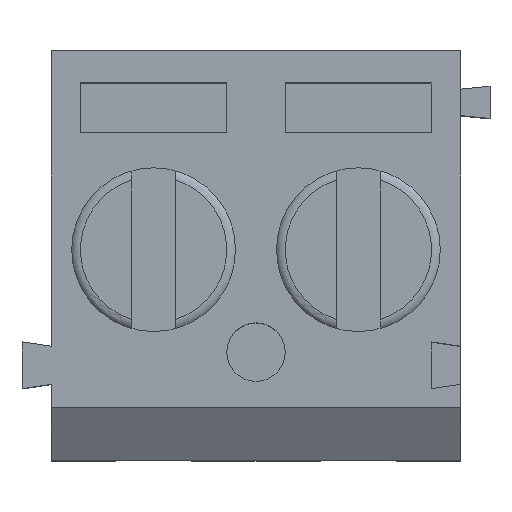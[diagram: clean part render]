
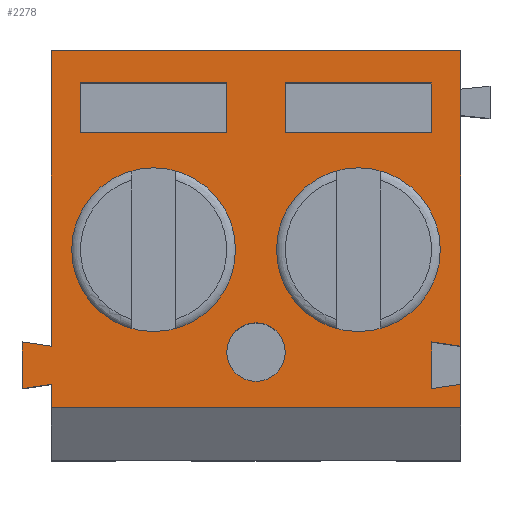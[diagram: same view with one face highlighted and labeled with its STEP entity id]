
A CAD part, top view. The second image highlights one B-rep face of the part: STEP entity #2278.
In plain terms, the highlighted planar face has unit normal (0, 0, 1).
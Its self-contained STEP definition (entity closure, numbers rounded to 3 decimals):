
#96=CIRCLE('',#2625,1.4);
#97=CIRCLE('',#2626,0.5);
#98=CIRCLE('',#2627,1.4);
#206=ORIENTED_EDGE('',*,*,#846,.T.);
#207=ORIENTED_EDGE('',*,*,#847,.T.);
#208=ORIENTED_EDGE('',*,*,#848,.T.);
#209=ORIENTED_EDGE('',*,*,#849,.T.);
#210=ORIENTED_EDGE('',*,*,#850,.T.);
#211=ORIENTED_EDGE('',*,*,#851,.T.);
#212=ORIENTED_EDGE('',*,*,#852,.T.);
#213=ORIENTED_EDGE('',*,*,#853,.T.);
#214=ORIENTED_EDGE('',*,*,#854,.T.);
#215=ORIENTED_EDGE('',*,*,#855,.T.);
#216=ORIENTED_EDGE('',*,*,#856,.T.);
#217=ORIENTED_EDGE('',*,*,#857,.T.);
#218=ORIENTED_EDGE('',*,*,#858,.T.);
#219=ORIENTED_EDGE('',*,*,#837,.T.);
#220=ORIENTED_EDGE('',*,*,#859,.T.);
#221=ORIENTED_EDGE('',*,*,#833,.F.);
#222=ORIENTED_EDGE('',*,*,#860,.F.);
#223=ORIENTED_EDGE('',*,*,#861,.F.);
#224=ORIENTED_EDGE('',*,*,#862,.F.);
#225=ORIENTED_EDGE('',*,*,#829,.F.);
#226=ORIENTED_EDGE('',*,*,#863,.T.);
#227=ORIENTED_EDGE('',*,*,#841,.T.);
#228=ORIENTED_EDGE('',*,*,#864,.T.);
#829=EDGE_CURVE('',#1149,#1150,#1368,.T.);
#833=EDGE_CURVE('',#1153,#1154,#1372,.T.);
#837=EDGE_CURVE('',#1157,#1156,#1376,.T.);
#841=EDGE_CURVE('',#1161,#1160,#1380,.T.);
#846=EDGE_CURVE('',#1164,#1165,#1385,.T.);
#847=EDGE_CURVE('',#1165,#1166,#1386,.T.);
#848=EDGE_CURVE('',#1166,#1167,#1387,.T.);
#849=EDGE_CURVE('',#1167,#1164,#1388,.T.);
#850=EDGE_CURVE('',#1168,#1168,#96,.T.);
#851=EDGE_CURVE('',#1169,#1169,#97,.T.);
#852=EDGE_CURVE('',#1170,#1170,#98,.T.);
#853=EDGE_CURVE('',#1171,#1172,#1389,.T.);
#854=EDGE_CURVE('',#1172,#1173,#1390,.T.);
#855=EDGE_CURVE('',#1173,#1174,#1391,.T.);
#856=EDGE_CURVE('',#1174,#1171,#1392,.T.);
#857=EDGE_CURVE('',#1175,#1176,#1393,.T.);
#858=EDGE_CURVE('',#1176,#1157,#1394,.T.);
#859=EDGE_CURVE('',#1156,#1154,#1395,.T.);
#860=EDGE_CURVE('',#1177,#1153,#1396,.T.);
#861=EDGE_CURVE('',#1178,#1177,#1397,.T.);
#862=EDGE_CURVE('',#1150,#1178,#1398,.T.);
#863=EDGE_CURVE('',#1149,#1161,#1399,.T.);
#864=EDGE_CURVE('',#1160,#1175,#1400,.T.);
#1149=VERTEX_POINT('',#3541);
#1150=VERTEX_POINT('',#3543);
#1153=VERTEX_POINT('',#3549);
#1154=VERTEX_POINT('',#3551);
#1156=VERTEX_POINT('',#3557);
#1157=VERTEX_POINT('',#3559);
#1160=VERTEX_POINT('',#3565);
#1161=VERTEX_POINT('',#3567);
#1164=VERTEX_POINT('',#3576);
#1165=VERTEX_POINT('',#3577);
#1166=VERTEX_POINT('',#3579);
#1167=VERTEX_POINT('',#3581);
#1168=VERTEX_POINT('',#3584);
#1169=VERTEX_POINT('',#3586);
#1170=VERTEX_POINT('',#3588);
#1171=VERTEX_POINT('',#3590);
#1172=VERTEX_POINT('',#3591);
#1173=VERTEX_POINT('',#3593);
#1174=VERTEX_POINT('',#3595);
#1175=VERTEX_POINT('',#3598);
#1176=VERTEX_POINT('',#3599);
#1177=VERTEX_POINT('',#3603);
#1178=VERTEX_POINT('',#3605);
#1368=LINE('',#3542,#1619);
#1372=LINE('',#3550,#1623);
#1376=LINE('',#3558,#1627);
#1380=LINE('',#3566,#1631);
#1385=LINE('',#3575,#1636);
#1386=LINE('',#3578,#1637);
#1387=LINE('',#3580,#1638);
#1388=LINE('',#3582,#1639);
#1389=LINE('',#3589,#1640);
#1390=LINE('',#3592,#1641);
#1391=LINE('',#3594,#1642);
#1392=LINE('',#3596,#1643);
#1393=LINE('',#3597,#1644);
#1394=LINE('',#3600,#1645);
#1395=LINE('',#3601,#1646);
#1396=LINE('',#3602,#1647);
#1397=LINE('',#3604,#1648);
#1398=LINE('',#3606,#1649);
#1399=LINE('',#3607,#1650);
#1400=LINE('',#3608,#1651);
#1619=VECTOR('',#2858,1000.);
#1623=VECTOR('',#2862,1000.);
#1627=VECTOR('',#2868,1000.);
#1631=VECTOR('',#2872,1000.);
#1636=VECTOR('',#2879,1000.);
#1637=VECTOR('',#2880,1000.);
#1638=VECTOR('',#2881,1000.);
#1639=VECTOR('',#2882,1000.);
#1640=VECTOR('',#2889,1000.);
#1641=VECTOR('',#2890,1000.);
#1642=VECTOR('',#2891,1000.);
#1643=VECTOR('',#2892,1000.);
#1644=VECTOR('',#2893,1000.);
#1645=VECTOR('',#2894,1000.);
#1646=VECTOR('',#2895,1000.);
#1647=VECTOR('',#2896,1000.);
#1648=VECTOR('',#2897,1000.);
#1649=VECTOR('',#2898,1000.);
#1650=VECTOR('',#2899,1000.);
#1651=VECTOR('',#2900,1000.);
#1850=EDGE_LOOP('',(#206,#207,#208,#209));
#1851=EDGE_LOOP('',(#210));
#1852=EDGE_LOOP('',(#211));
#1853=EDGE_LOOP('',(#212));
#1854=EDGE_LOOP('',(#213,#214,#215,#216));
#1855=EDGE_LOOP('',(#217,#218,#219,#220,#221,#222,#223,#224,#225,#226,#227,
#228));
#2015=FACE_BOUND('',#1850,.T.);
#2016=FACE_BOUND('',#1851,.T.);
#2017=FACE_BOUND('',#1852,.T.);
#2018=FACE_BOUND('',#1853,.T.);
#2019=FACE_BOUND('',#1854,.T.);
#2020=FACE_BOUND('',#1855,.T.);
#2180=PLANE('',#2624);
#2278=ADVANCED_FACE('',(#2015,#2016,#2017,#2018,#2019,#2020),#2180,.T.);
#2624=AXIS2_PLACEMENT_3D('',#3574,#2877,#2878);
#2625=AXIS2_PLACEMENT_3D('',#3583,#2883,#2884);
#2626=AXIS2_PLACEMENT_3D('',#3585,#2885,#2886);
#2627=AXIS2_PLACEMENT_3D('',#3587,#2887,#2888);
#2858=DIRECTION('',(0.,1.,0.));
#2862=DIRECTION('',(0.,1.,0.));
#2868=DIRECTION('',(0.,1.,0.));
#2872=DIRECTION('',(0.,1.,0.));
#2877=DIRECTION('',(0.,0.,1.));
#2878=DIRECTION('',(0.,-1.,0.));
#2879=DIRECTION('',(1.,0.,0.));
#2880=DIRECTION('',(0.,-1.,0.));
#2881=DIRECTION('',(-1.,0.,0.));
#2882=DIRECTION('',(0.,1.,0.));
#2883=DIRECTION('',(0.,0.,-1.));
#2884=DIRECTION('',(1.,0.,0.));
#2885=DIRECTION('',(0.,0.,-1.));
#2886=DIRECTION('',(-1.,0.,0.));
#2887=DIRECTION('',(0.,0.,-1.));
#2888=DIRECTION('',(1.,0.,0.));
#2889=DIRECTION('',(1.,0.,0.));
#2890=DIRECTION('',(0.,-1.,0.));
#2891=DIRECTION('',(-1.,0.,0.));
#2892=DIRECTION('',(0.,1.,0.));
#2893=DIRECTION('',(0.,1.,0.));
#2894=DIRECTION('',(0.989,-0.148,0.));
#2895=DIRECTION('',(-1.,0.,0.));
#2896=DIRECTION('',(0.989,-0.148,0.));
#2897=DIRECTION('',(0.,1.,0.));
#2898=DIRECTION('',(-0.989,-0.148,0.));
#2899=DIRECTION('',(1.,0.,0.));
#2900=DIRECTION('',(-0.989,-0.148,0.));
#3541=CARTESIAN_POINT('',(-3.5,-2.6,4.2));
#3542=CARTESIAN_POINT('',(-3.5,-3.5,4.2));
#3543=CARTESIAN_POINT('',(-3.5,-2.2,4.2));
#3549=CARTESIAN_POINT('',(-3.5,-1.55,4.2));
#3550=CARTESIAN_POINT('',(-3.5,-3.5,4.2));
#3551=CARTESIAN_POINT('',(-3.5,3.5,4.2));
#3557=CARTESIAN_POINT('',(3.5,3.5,4.2));
#3558=CARTESIAN_POINT('',(3.5,-3.5,4.2));
#3559=CARTESIAN_POINT('',(3.5,-1.55,4.2));
#3565=CARTESIAN_POINT('',(3.5,-2.2,4.2));
#3566=CARTESIAN_POINT('',(3.5,-3.5,4.2));
#3567=CARTESIAN_POINT('',(3.5,-2.6,4.2));
#3574=CARTESIAN_POINT('',(3.5,-3.5,4.2));
#3575=CARTESIAN_POINT('',(-3.,2.95,4.2));
#3576=CARTESIAN_POINT('',(-3.,2.95,4.2));
#3577=CARTESIAN_POINT('',(-0.5,2.95,4.2));
#3578=CARTESIAN_POINT('',(-0.5,2.95,4.2));
#3579=CARTESIAN_POINT('',(-0.5,2.1,4.2));
#3580=CARTESIAN_POINT('',(-0.5,2.1,4.2));
#3581=CARTESIAN_POINT('',(-3.,2.1,4.2));
#3582=CARTESIAN_POINT('',(-3.,2.1,4.2));
#3583=CARTESIAN_POINT('',(-1.75,0.1,4.2));
#3584=CARTESIAN_POINT('',(-0.35,0.1,4.2));
#3585=CARTESIAN_POINT('',(0.,-1.65,4.2));
#3586=CARTESIAN_POINT('',(-0.5,-1.65,4.2));
#3587=CARTESIAN_POINT('',(1.75,0.1,4.2));
#3588=CARTESIAN_POINT('',(3.15,0.1,4.2));
#3589=CARTESIAN_POINT('',(0.5,2.95,4.2));
#3590=CARTESIAN_POINT('',(0.5,2.95,4.2));
#3591=CARTESIAN_POINT('',(3.,2.95,4.2));
#3592=CARTESIAN_POINT('',(3.,2.95,4.2));
#3593=CARTESIAN_POINT('',(3.,2.1,4.2));
#3594=CARTESIAN_POINT('',(3.,2.1,4.2));
#3595=CARTESIAN_POINT('',(0.5,2.1,4.2));
#3596=CARTESIAN_POINT('',(0.5,2.1,4.2));
#3597=CARTESIAN_POINT('',(3.,-2.275,4.2));
#3598=CARTESIAN_POINT('',(3.,-2.275,4.2));
#3599=CARTESIAN_POINT('',(3.,-1.475,4.2));
#3600=CARTESIAN_POINT('',(3.,-1.475,4.2));
#3601=CARTESIAN_POINT('',(3.5,3.5,4.2));
#3602=CARTESIAN_POINT('',(-4.,-1.475,4.2));
#3603=CARTESIAN_POINT('',(-4.,-1.475,4.2));
#3604=CARTESIAN_POINT('',(-4.,-2.275,4.2));
#3605=CARTESIAN_POINT('',(-4.,-2.275,4.2));
#3606=CARTESIAN_POINT('',(-3.5,-2.2,4.2));
#3607=CARTESIAN_POINT('',(3.5,-2.6,4.2));
#3608=CARTESIAN_POINT('',(3.5,-2.2,4.2));
